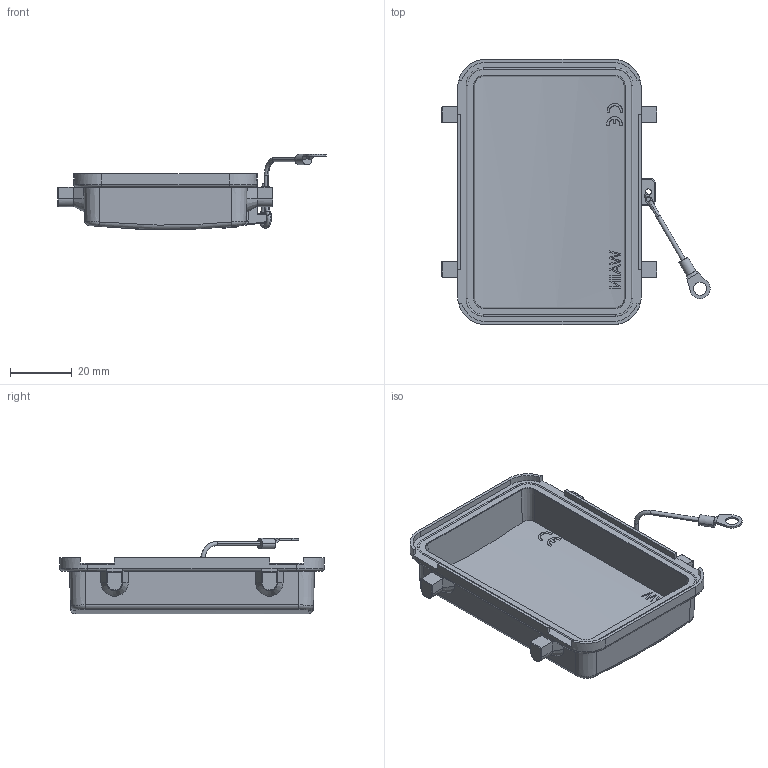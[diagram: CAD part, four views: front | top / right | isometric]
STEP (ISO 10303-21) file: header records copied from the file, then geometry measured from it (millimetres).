
FILE_DESCRIPTION(/* description */ (''),/* implementation_level */ '2;1');
FILE_NAME(/* name */ '3D_1100320308002_H32A-CV-4B_2_V1.1.stp',/* time_stamp */ '2023-12-05T16:50:53+08:00',/* author */ (''),/* organization */ (''),/* preprocessor_version */ 'ST-DEVELOPER v18.1',/* originating_system */ 'SIEMENS PLM Software NX 1980',/* authorisation */ '');
FILE_SCHEMA (('AUTOMOTIVE_DESIGN { 1 0 10303 214 3 1 1 1 }'));
Length unit declared in the file: millimetre
Products named in the file (1): 3D_1100320308001_H32A-CV-4B_1_V1.0_stp
Bounding box: 86.54 x 85.5 x 24.27 mm (x, y, z)
Volume: 18665.5 mm3; surface area: 18659.1 mm2
Topology: 1 solids, 1 shells, 306 faces, 839 edges, 546 vertices
Faces by surface type: plane 135, cylinder 94, torus 36, bspline 29, cone 12
Entity records: 11937 total; most frequent: CARTESIAN_POINT 4714, ORIENTED_EDGE 1674, DIRECTION 1252, EDGE_CURVE 837, VERTEX_POINT 546, AXIS2_PLACEMENT_3D 461, LINE 330, VECTOR 330
